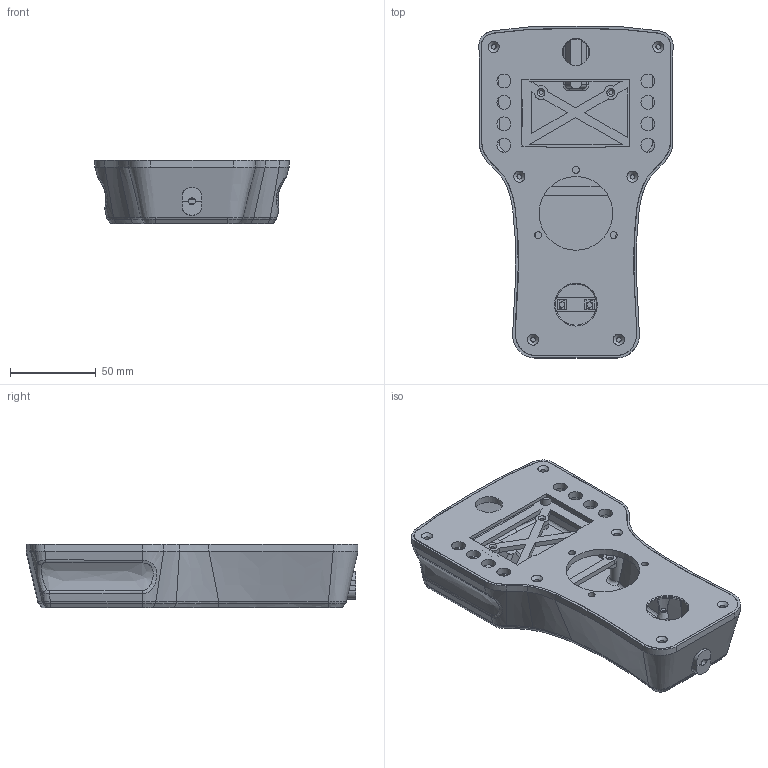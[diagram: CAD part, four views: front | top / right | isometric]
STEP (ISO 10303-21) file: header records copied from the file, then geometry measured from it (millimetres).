
FILE_DESCRIPTION(/* description */ (''),/* implementation_level */ '2;1');
FILE_NAME(/* name */ 'Controlinator3000.step',/* time_stamp */ '2023-06-19T09:43:09-07:00',/* author */ (''),/* organization */ (''),/* preprocessor_version */ 'ST-DEVELOPER v19.2',/* originating_system */ 'Autodesk Translation Framework v12.6.0.85',/* authorisation */ '');
FILE_SCHEMA (('AUTOMOTIVE_DESIGN { 1 0 10303 214 3 1 1 }'));
Length unit declared in the file: millimetre
Products named in the file (1): Pendant_v2
Bounding box: 113.25 x 193.78 x 37 mm (x, y, z)
Volume: 152038.7 mm3; surface area: 112839.6 mm2
Topology: 11 solids, 11 shells, 664 faces, 1699 edges, 1092 vertices
Faces by surface type: plane 238, bspline 214, cylinder 171, cone 33, torus 8
Full cylindrical faces by diameter (mm): 2 x13, 2.4 x8, 2.5 x4, 2.7 x8, 3.1 x6, 3.2 x8, 3.25 x2, 4 x3, 5 x1, 6 x10, 8 x10, 8.1 x8, 15.9 x1, 24 x1, 43.001 x1
Entity records: 27876 total; most frequent: CARTESIAN_POINT 12912, ORIENTED_EDGE 3398, DIRECTION 2566, EDGE_CURVE 1699, VERTEX_POINT 1092, AXIS2_PLACEMENT_3D 896, EDGE_LOOP 795, LINE 774
